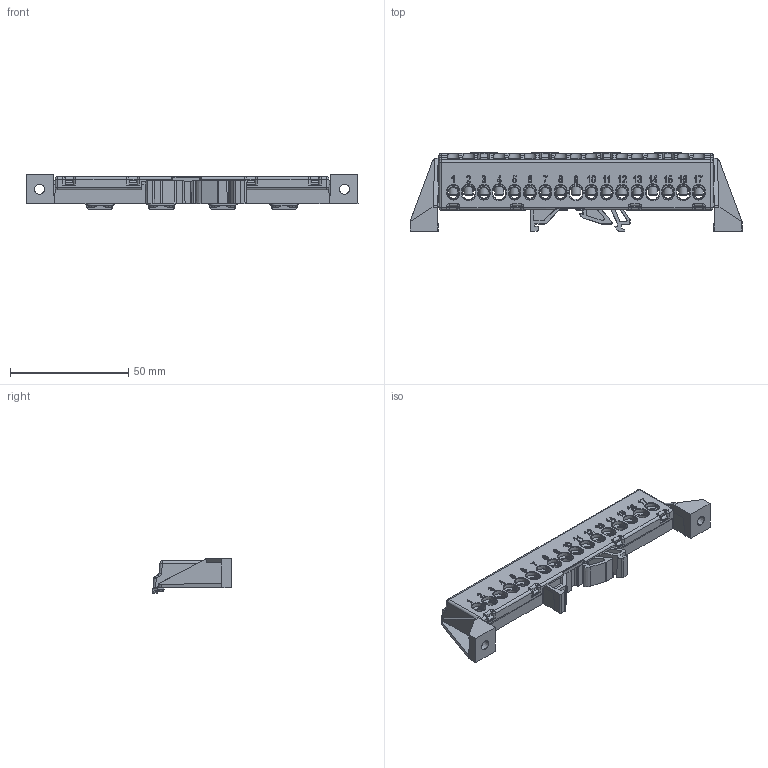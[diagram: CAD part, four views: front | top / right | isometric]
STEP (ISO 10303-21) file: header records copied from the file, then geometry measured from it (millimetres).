
FILE_DESCRIPTION (( 'STEP AP214' ), '1' );
FILE_NAME ('KSN-2-6x9-17.STEP', '2023-11-03T08:05:32', ( '' ), ( '' ), 'SwSTEP 2.0', 'SolidWorks 2022', '' );
FILE_SCHEMA (( 'AUTOMOTIVE_DESIGN' ));
Length unit declared in the file: millimetre
Products named in the file (6): BHBT-3-6x9.17.00; KSN-2-6x9-17; BHBT-3-6x9.17.01; Cover 17_obr; Винт М4х8; Holder 17-уклон_уклоны
Assembly tree (21 placements, depth 3):
  KSN-2-6x9-17
    Holder 17-уклон_уклоны
    Cover 17_obr
    BHBT-3-6x9.17.00
      BHBT-3-6x9.17.01
      Винт М4х8  x17
Bounding box: 140.63 x 33.38 x 14.7 mm (x, y, z)
Volume: 20923.8 mm3; surface area: 27565.5 mm2
Topology: 20 solids, 20 shells, 2130 faces, 5801 edges, 3712 vertices
Faces by surface type: plane 1048, cylinder 506, cone 212, bspline 187, torus 161, sphere 16
Entity records: 63047 total; most frequent: CARTESIAN_POINT 22142, ORIENTED_EDGE 9210, DIRECTION 7360, EDGE_CURVE 4605, VERTEX_POINT 2942, VECTOR 2786, LINE 2786, AXIS2_PLACEMENT_3D 2287
